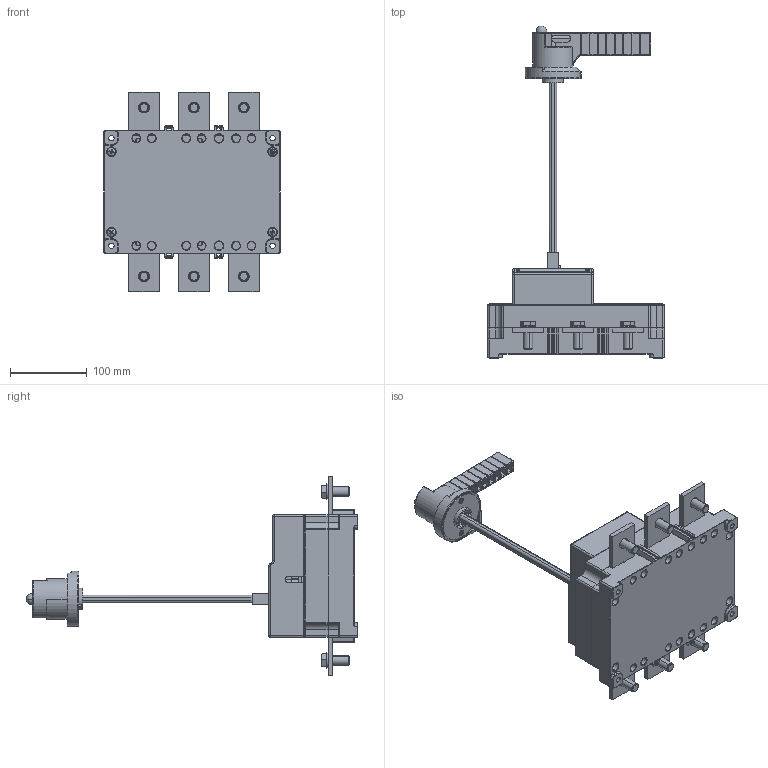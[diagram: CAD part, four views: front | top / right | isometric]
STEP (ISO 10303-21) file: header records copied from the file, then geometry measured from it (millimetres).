
FILE_DESCRIPTION((''),'2;1');
FILE_NAME('HGL-630-3J_ASM','2025-08-15T15:59:41',('Administrator'),(''),'CREO PARAMETRIC BY PTC INC, 2021023','CREO PARAMETRIC BY PTC INC, 2021023','');
FILE_SCHEMA(('CONFIG_CONTROL_DESIGN'));
Products named in the file (83): CROSS_RECESSED_PAN_HEAD_SCREW_2_AF12; 630-3____-97141_2_1_1_AF0; CROSS_RECESSED_PAN_HEAD_SCREW_2_AF13; PLAIN_WASHERS-N_SERIES-GR-65655_AF0; CROSS_RECESSED_PAN_HEAD_SCREW_2_AF14; SPRING_LOCK_WASHERS--NORMAL_T_2_AF12; CROSS_RECESSED_PAN_HEAD_TAPPING; 630_____1_1_1_AF0; HEX_HEAD_BOLTS-FULL_THREAD_GRAD; PLAIN_WASHERS-N_SERIES-GR-49215; 630_____1_1_1_AF1; CROSS_RECESSED_PAN_HEAD_SCREW_2_AF15; 400____-75790_1_1_1; SPRING_LOCK_WASHERS--NORMAL_T_2_AF13; CROSS_RECESSED_PAN_HEAD_SCREW_2_AF16; PLAIN_WASHERS-N_SERIES-GR-65655_AF1; PLAIN_WASHERS-N_SERIES-GR-65655_AF2; SPRING_LOCK_WASHERS--NORMAL_T_2_AF14; SPRING_LOCK_WASHERS--NORMAL_T_2_AF15; CROSS_RECESSED_PAN_HEAD_SCREW_2_AF17; 400___1_1_1; CROSS_RECESSED_PAN_HEAD_SCREW_2_AF18; CROSS_RECESSED_PAN_HEAD_TAPPING_AF0; 400___________1_1_1; SPRING_LOCK_WASHERS--NORMAL_T_2_AF16; SPRING_LOCK_WASHERS--NORMAL_T_2_AF17; 630_____1_1_1_AF2; CROSS_RECESSED_PAN_HEAD_SCREW_2_AF19; CROSS_RECESSED_PAN_HEAD_SCREW_2_AF20; 630_____1_1_1_AF3; CROSS_RECESSED_PAN_HEAD_TAPPING_AF1; CROSS_RECESSED_PAN_HEAD_TAPPING_AF2; SPRING_LOCK_WASHERS--NORMAL_T_2_AF18; ____7_1_1_1; ____3_1_1_1; ____1_1_1_1; 400____-78181_ASM_1_ASM_1_ASM_1_ASM; CROSS_RECESSED_PAN_HEAD_TAPPING_AF3; SPRING_LOCK_WASHERS--NORMAL_T_2_AF19; SPRING_LOCK_WASHERS--NORMAL_T_2_AF20 ...
Assembly tree (93 placements, depth 10):
  HGL-630-3J_ASM
    HGL-630-3ASM_ASM_1_AF0_ASM
      HGL-630_ASM_1_ASM_1_AF0_ASM
        HGL-630-3_ASM_2_ASM_1_ASM_1_AF0_ASM
          ASM0001_ASM_2_ASM_1_ASM_1_AF0_ASM
            CROSS_RECESSED_PAN_HEAD_SCREW_2_AF12
            630-3____-97141_2_1_1_AF0
            CROSS_RECESSED_PAN_HEAD_SCREW_2_AF13
            PLAIN_WASHERS-N_SERIES-GR-65655_AF0
            CROSS_RECESSED_PAN_HEAD_SCREW_2_AF14
            SPRING_LOCK_WASHERS--NORMAL_T_2_AF12
            CROSS_RECESSED_PAN_HEAD_TAPPING  x2
            630_____1_1_1_AF0
            HEX_HEAD_BOLTS-FULL_THREAD_GRAD  x6
            PLAIN_WASHERS-N_SERIES-GR-49215  x6
            630_____1_1_1_AF1
            CROSS_RECESSED_PAN_HEAD_SCREW_2_AF15
            400____-75790_1_1_1
            SPRING_LOCK_WASHERS--NORMAL_T_2_AF13
            CROSS_RECESSED_PAN_HEAD_SCREW_2_AF16
            PLAIN_WASHERS-N_SERIES-GR-65655_AF1
            PLAIN_WASHERS-N_SERIES-GR-65655_AF2
            SPRING_LOCK_WASHERS--NORMAL_T_2_AF14
            SPRING_LOCK_WASHERS--NORMAL_T_2_AF15
            CROSS_RECESSED_PAN_HEAD_SCREW_2_AF17
            400___1_1_1
            CROSS_RECESSED_PAN_HEAD_SCREW_2_AF18
            CROSS_RECESSED_PAN_HEAD_TAPPING_AF0
            400___________1_1_1
            SPRING_LOCK_WASHERS--NORMAL_T_2_AF16
            SPRING_LOCK_WASHERS--NORMAL_T_2_AF17
            630_____1_1_1_AF2
            CROSS_RECESSED_PAN_HEAD_SCREW_2_AF19
            CROSS_RECESSED_PAN_HEAD_SCREW_2_AF20
            630_____1_1_1_AF3
            CROSS_RECESSED_PAN_HEAD_TAPPING_AF1
            CROSS_RECESSED_PAN_HEAD_TAPPING_AF2
            SPRING_LOCK_WASHERS--NORMAL_T_2_AF18
            400____-78181_ASM_1_ASM_1_ASM_1_ASM
              ____7_1_1_1
              ____3_1_1_1
              ____1_1_1_1
            CROSS_RECESSED_PAN_HEAD_TAPPING_AF3
            SPRING_LOCK_WASHERS--NORMAL_T_2_AF19
            SPRING_LOCK_WASHERS--NORMAL_T_2_AF20
            CROSS_RECESSED_PAN_HEAD_TAPPING_AF4
            SPRING_LOCK_WASHERS--NORMAL_T_2_AF21
            400____-88314_2_1_1_AF0
            400-3___1_1_1_AF0
            SPRING_LOCK_WASHERS--NORMAL_T_2_AF22
            PLAIN_WASHERS-N_SERIES-GR-65655_AF3
            CROSS_RECESSED_PAN_HEAD_TAPPING_AF5
            PLAIN_WASHERS-N_SERIES-GR-65655_AF4
            CROSS_RECESSED_PAN_HEAD_SCREW_2_AF21
            630_____1_1_1_AF4
            PLAIN_WASHERS-N_SERIES-GR-65655_AF5
            PLAIN_WASHERS-N_SERIES-GR-65655_AF6
            PLAIN_WASHERS-N_SERIES-GR-65655_AF7
            PLAIN_WASHERS-N_SERIES-GR-65655_AF8
            CROSS_RECESSED_PAN_HEAD_SCREW_2_AF22
Bounding box: 230 x 432.5 x 260 mm (x, y, z)
Volume: 1168563.3 mm3; surface area: 484752.3 mm2
Topology: 64 solids, 64 shells, 2905 faces, 7333 edges, 4491 vertices
Faces by surface type: plane 1258, cylinder 956, torus 223, bspline 164, cone 104, sphere 101, extrusion 99
Entity records: 109849 total; most frequent: CARTESIAN_POINT 42809, DIRECTION 13882, ORIENTED_EDGE 13648, EDGE_CURVE 6824, AXIS2_PLACEMENT_3D 4939, VERTEX_POINT 4253, VECTOR 4004, LINE 3905
